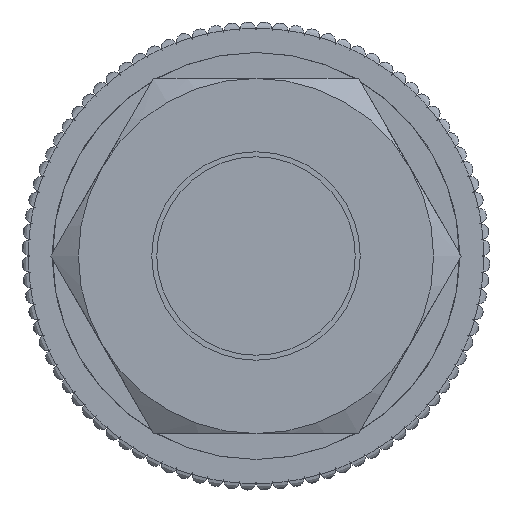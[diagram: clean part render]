
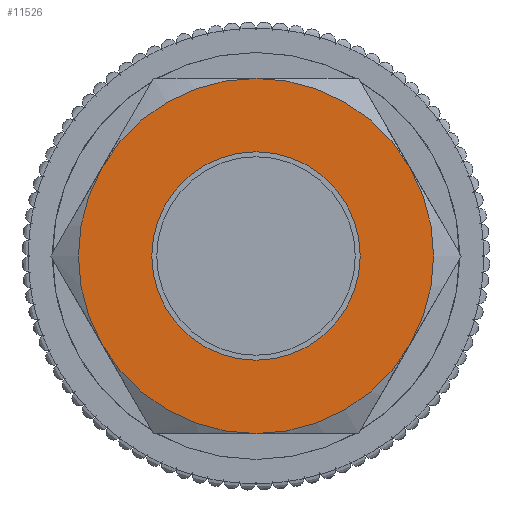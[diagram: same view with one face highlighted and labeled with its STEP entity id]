
A CAD part, left-side view. The second image highlights one B-rep face of the part: STEP entity #11526.
In plain terms, the highlighted planar face has unit normal (-1, 0, 0).
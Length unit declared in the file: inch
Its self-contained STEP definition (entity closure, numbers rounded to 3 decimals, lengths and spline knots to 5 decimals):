
#2 = CIRCLE ( 'NONE', #3892, 0.075 ) ;
#280 = CARTESIAN_POINT ( 'NONE',  ( 0., 0., 0. ) ) ;
#382 = CIRCLE ( 'NONE', #25113, 0.21654 ) ;
#765 = CIRCLE ( 'NONE', #23334, 0.21654 ) ;
#943 = ORIENTED_EDGE ( 'NONE', *, *, #18692, .F. ) ;
#2248 = PLANE ( 'NONE',  #14362 ) ;
#2310 = CARTESIAN_POINT ( 'NONE',  ( 0., 0., 0. ) ) ;
#2553 = EDGE_CURVE ( 'NONE', #20004, #4009, #24026, .T. ) ;
#3892 = AXIS2_PLACEMENT_3D ( 'NONE', #23181, #22783, #18721 ) ;
#4009 = VERTEX_POINT ( 'NONE', #26599 ) ;
#4989 = CIRCLE ( 'NONE', #12793, 0.075 ) ;
#5289 = CARTESIAN_POINT ( 'NONE',  ( 0., 0., 0. ) ) ;
#5362 = VERTEX_POINT ( 'NONE', #11621 ) ;
#5644 = ORIENTED_EDGE ( 'NONE', *, *, #7427, .F. ) ;
#6128 = DIRECTION ( 'NONE',  ( 1., 0., 0. ) ) ;
#6677 = ORIENTED_EDGE ( 'NONE', *, *, #19778, .F. ) ;
#7051 = DIRECTION ( 'NONE',  ( 1., 0., 0. ) ) ;
#7234 = DIRECTION ( 'NONE',  ( 0., 0., -1. ) ) ;
#7427 = EDGE_CURVE ( 'NONE', #4009, #8196, #24317, .T. ) ;
#7850 = CARTESIAN_POINT ( 'NONE',  ( 0., 0.18753, 0.10827 ) ) ;
#7907 = CARTESIAN_POINT ( 'NONE',  ( 0., 0.18753, -0.10827 ) ) ;
#8107 = FACE_BOUND ( 'NONE', #16653, .T. ) ;
#8196 = VERTEX_POINT ( 'NONE', #7907 ) ;
#9361 = CARTESIAN_POINT ( 'NONE',  ( 0., 0., 0.075 ) ) ;
#9498 = VERTEX_POINT ( 'NONE', #16998 ) ;
#10004 = EDGE_CURVE ( 'NONE', #16595, #20940, #2, .T. ) ;
#10718 = EDGE_LOOP ( 'NONE', ( #5644, #15694, #11806, #943, #12439, #6677 ) ) ;
#10873 = DIRECTION ( 'NONE',  ( 0., 0., -1. ) ) ;
#11139 = CARTESIAN_POINT ( 'NONE',  ( 0., 0., 0. ) ) ;
#11526 = ADVANCED_FACE ( 'NONE', ( #8107, #16382 ), #2248, .F. ) ;
#11621 = CARTESIAN_POINT ( 'NONE',  ( 0., -0.18753, 0.10827 ) ) ;
#11721 = AXIS2_PLACEMENT_3D ( 'NONE', #11139, #7051, #10873 ) ;
#11806 = ORIENTED_EDGE ( 'NONE', *, *, #20894, .F. ) ;
#12439 = ORIENTED_EDGE ( 'NONE', *, *, #13211, .T. ) ;
#12739 = AXIS2_PLACEMENT_3D ( 'NONE', #2310, #6128, #14255 ) ;
#12771 = DIRECTION ( 'NONE',  ( 0., 0., 1. ) ) ;
#12793 = AXIS2_PLACEMENT_3D ( 'NONE', #25029, #16869, #12771 ) ;
#13211 = EDGE_CURVE ( 'NONE', #9498, #15777, #382, .T. ) ;
#13570 = AXIS2_PLACEMENT_3D ( 'NONE', #17853, #17993, #15676 ) ;
#14255 = DIRECTION ( 'NONE',  ( 0., 0., -1. ) ) ;
#14362 = AXIS2_PLACEMENT_3D ( 'NONE', #22766, #24666, #26851 ) ;
#14681 = DIRECTION ( 'NONE',  ( 0., 0., 1. ) ) ;
#15676 = DIRECTION ( 'NONE',  ( 0., 0., -1. ) ) ;
#15694 = ORIENTED_EDGE ( 'NONE', *, *, #2553, .F. ) ;
#15777 = VERTEX_POINT ( 'NONE', #7850 ) ;
#15807 = CARTESIAN_POINT ( 'NONE',  ( 0., 0., -0.075 ) ) ;
#16367 = EDGE_CURVE ( 'NONE', #20940, #16595, #4989, .T. ) ;
#16382 = FACE_OUTER_BOUND ( 'NONE', #10718, .T. ) ;
#16595 = VERTEX_POINT ( 'NONE', #9361 ) ;
#16653 = EDGE_LOOP ( 'NONE', ( #18102, #19063 ) ) ;
#16721 = DIRECTION ( 'NONE',  ( 1., 0., 0. ) ) ;
#16869 = DIRECTION ( 'NONE',  ( -1., 0., 0. ) ) ;
#16998 = CARTESIAN_POINT ( 'NONE',  ( 0., 0., 0.21654 ) ) ;
#17853 = CARTESIAN_POINT ( 'NONE',  ( 0., 0., 0. ) ) ;
#17896 = CIRCLE ( 'NONE', #26141, 0.21654 ) ;
#17993 = DIRECTION ( 'NONE',  ( 1., 0., 0. ) ) ;
#18102 = ORIENTED_EDGE ( 'NONE', *, *, #10004, .F. ) ;
#18692 = EDGE_CURVE ( 'NONE', #9498, #5362, #765, .T. ) ;
#18721 = DIRECTION ( 'NONE',  ( 0., 0., 1. ) ) ;
#19063 = ORIENTED_EDGE ( 'NONE', *, *, #16367, .F. ) ;
#19778 = EDGE_CURVE ( 'NONE', #8196, #15777, #17896, .T. ) ;
#20004 = VERTEX_POINT ( 'NONE', #25929 ) ;
#20894 = EDGE_CURVE ( 'NONE', #5362, #20004, #22271, .T. ) ;
#20940 = VERTEX_POINT ( 'NONE', #15807 ) ;
#21362 = DIRECTION ( 'NONE',  ( 1., 0., 0. ) ) ;
#22271 = CIRCLE ( 'NONE', #13570, 0.21654 ) ;
#22766 = CARTESIAN_POINT ( 'NONE',  ( 0., 0., 0. ) ) ;
#22783 = DIRECTION ( 'NONE',  ( -1., 0., 0. ) ) ;
#23181 = CARTESIAN_POINT ( 'NONE',  ( 0., 0., 0. ) ) ;
#23248 = DIRECTION ( 'NONE',  ( 0., 0., -1. ) ) ;
#23334 = AXIS2_PLACEMENT_3D ( 'NONE', #5289, #21362, #7234 ) ;
#24026 = CIRCLE ( 'NONE', #12739, 0.21654 ) ;
#24317 = CIRCLE ( 'NONE', #11721, 0.21654 ) ;
#24610 = DIRECTION ( 'NONE',  ( -1., 0., 0. ) ) ;
#24666 = DIRECTION ( 'NONE',  ( 1., 0., 0. ) ) ;
#25024 = CARTESIAN_POINT ( 'NONE',  ( 0., 0., 0. ) ) ;
#25029 = CARTESIAN_POINT ( 'NONE',  ( 0., 0., 0. ) ) ;
#25113 = AXIS2_PLACEMENT_3D ( 'NONE', #25024, #24610, #14681 ) ;
#25929 = CARTESIAN_POINT ( 'NONE',  ( 0., -0.18753, -0.10827 ) ) ;
#26141 = AXIS2_PLACEMENT_3D ( 'NONE', #280, #16721, #23248 ) ;
#26599 = CARTESIAN_POINT ( 'NONE',  ( 0., 0., -0.21654 ) ) ;
#26851 = DIRECTION ( 'NONE',  ( 0., 0., -1. ) ) ;
